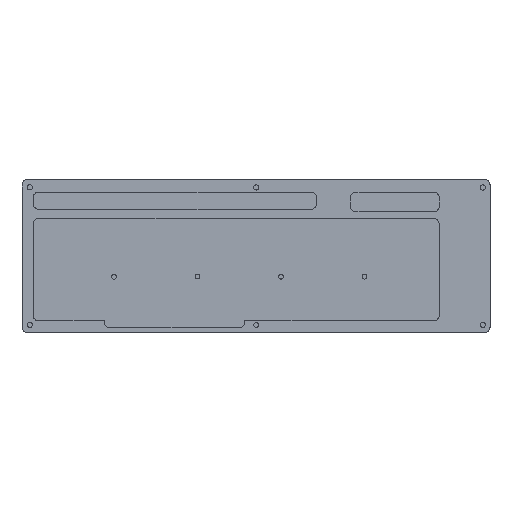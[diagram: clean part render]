
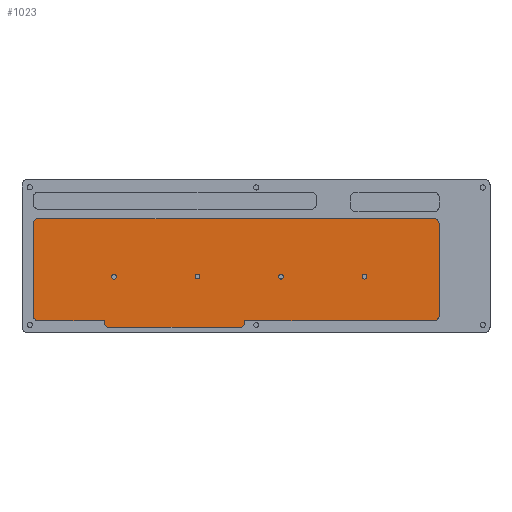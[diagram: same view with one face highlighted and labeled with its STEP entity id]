
A CAD part, top view. The second image highlights one B-rep face of the part: STEP entity #1023.
In plain terms, the highlighted planar face has unit normal (0, 0, 1).
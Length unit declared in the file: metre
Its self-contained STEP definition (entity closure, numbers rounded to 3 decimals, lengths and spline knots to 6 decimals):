
#54=LINE('',#1703,#132);
#58=LINE('',#1712,#136);
#62=LINE('',#1724,#140);
#66=LINE('',#1736,#144);
#69=LINE('',#1742,#147);
#73=LINE('',#1754,#151);
#77=LINE('',#1766,#155);
#81=LINE('',#1778,#159);
#132=VECTOR('',#1370,1.);
#136=VECTOR('',#1376,1.);
#140=VECTOR('',#1388,1.);
#144=VECTOR('',#1400,1.);
#147=VECTOR('',#1405,1.);
#151=VECTOR('',#1417,1.);
#155=VECTOR('',#1429,1.);
#159=VECTOR('',#1441,1.);
#205=PLANE('',#1202);
#433=ORIENTED_EDGE('',*,*,#555,.F.);
#434=ORIENTED_EDGE('',*,*,#551,.T.);
#435=ORIENTED_EDGE('',*,*,#595,.T.);
#436=ORIENTED_EDGE('',*,*,#588,.F.);
#437=ORIENTED_EDGE('',*,*,#585,.T.);
#438=ORIENTED_EDGE('',*,*,#582,.F.);
#439=ORIENTED_EDGE('',*,*,#579,.T.);
#440=ORIENTED_EDGE('',*,*,#576,.T.);
#441=ORIENTED_EDGE('',*,*,#573,.T.);
#442=ORIENTED_EDGE('',*,*,#570,.T.);
#443=ORIENTED_EDGE('',*,*,#567,.T.);
#444=ORIENTED_EDGE('',*,*,#564,.T.);
#445=ORIENTED_EDGE('',*,*,#561,.T.);
#446=ORIENTED_EDGE('',*,*,#558,.T.);
#551=EDGE_CURVE('',#667,#668,#54,.T.);
#555=EDGE_CURVE('',#667,#671,#58,.T.);
#558=EDGE_CURVE('',#673,#671,#737,.T.);
#561=EDGE_CURVE('',#675,#673,#62,.T.);
#564=EDGE_CURVE('',#677,#675,#739,.T.);
#567=EDGE_CURVE('',#679,#677,#66,.T.);
#570=EDGE_CURVE('',#681,#679,#69,.T.);
#573=EDGE_CURVE('',#683,#681,#741,.T.);
#576=EDGE_CURVE('',#685,#683,#73,.T.);
#579=EDGE_CURVE('',#687,#685,#743,.T.);
#582=EDGE_CURVE('',#687,#689,#77,.T.);
#585=EDGE_CURVE('',#691,#689,#745,.T.);
#588=EDGE_CURVE('',#691,#693,#81,.T.);
#595=EDGE_CURVE('',#668,#693,#747,.T.);
#667=VERTEX_POINT('',#1704);
#668=VERTEX_POINT('',#1705);
#671=VERTEX_POINT('',#1713);
#673=VERTEX_POINT('',#1719);
#675=VERTEX_POINT('',#1725);
#677=VERTEX_POINT('',#1731);
#679=VERTEX_POINT('',#1737);
#681=VERTEX_POINT('',#1743);
#683=VERTEX_POINT('',#1749);
#685=VERTEX_POINT('',#1755);
#687=VERTEX_POINT('',#1761);
#689=VERTEX_POINT('',#1767);
#691=VERTEX_POINT('',#1773);
#693=VERTEX_POINT('',#1779);
#737=CIRCLE('',#1149,0.005);
#739=CIRCLE('',#1153,0.005);
#741=CIRCLE('',#1158,0.005);
#743=CIRCLE('',#1162,0.005);
#745=CIRCLE('',#1166,0.005);
#747=CIRCLE('',#1172,0.005);
#839=EDGE_LOOP('',(#433,#434,#435,#436,#437,#438,#439,#440,#441,#442,#443,
#444,#445,#446));
#925=FACE_BOUND('',#839,.T.);
#1023=ADVANCED_FACE('',(#925),#205,.T.);
#1149=AXIS2_PLACEMENT_3D('',#1718,#1381,#1382);
#1153=AXIS2_PLACEMENT_3D('',#1730,#1393,#1394);
#1158=AXIS2_PLACEMENT_3D('',#1748,#1410,#1411);
#1162=AXIS2_PLACEMENT_3D('',#1760,#1422,#1423);
#1166=AXIS2_PLACEMENT_3D('',#1772,#1434,#1435);
#1172=AXIS2_PLACEMENT_3D('',#1790,#1454,#1455);
#1202=AXIS2_PLACEMENT_3D('',#1832,#1514,#1515);
#1370=DIRECTION('',(1.,0.,0.));
#1376=DIRECTION('',(0.,-1.,0.));
#1381=DIRECTION('',(0.,0.,1.));
#1382=DIRECTION('',(1.,0.,0.));
#1388=DIRECTION('',(1.,0.,0.));
#1393=DIRECTION('',(0.,0.,1.));
#1394=DIRECTION('',(1.,0.,0.));
#1400=DIRECTION('',(0.,-1.,0.));
#1405=DIRECTION('',(1.,0.,0.));
#1410=DIRECTION('',(0.,0.,1.));
#1411=DIRECTION('',(1.,0.,0.));
#1417=DIRECTION('',(0.,-1.,0.));
#1422=DIRECTION('',(0.,0.,1.));
#1423=DIRECTION('',(1.,0.,0.));
#1429=DIRECTION('',(1.,0.,0.));
#1434=DIRECTION('',(0.,0.,1.));
#1435=DIRECTION('',(1.,0.,0.));
#1441=DIRECTION('',(0.,-1.,0.));
#1454=DIRECTION('',(0.,0.,1.));
#1455=DIRECTION('',(1.,0.,0.));
#1514=DIRECTION('',(0.,0.,1.));
#1515=DIRECTION('',(1.,0.,0.));
#1703=CARTESIAN_POINT('',(0.075136,-0.034188,0.005));
#1704=CARTESIAN_POINT('',(-0.011158,-0.034188,0.005));
#1705=CARTESIAN_POINT('',(0.16143,-0.034188,0.005));
#1712=CARTESIAN_POINT('',(-0.011158,-0.034749,0.005));
#1713=CARTESIAN_POINT('',(-0.011158,-0.035309,0.005));
#1718=CARTESIAN_POINT('',(-0.016158,-0.035309,0.005));
#1719=CARTESIAN_POINT('',(-0.016158,-0.040309,0.005));
#1724=CARTESIAN_POINT('',(-0.075365,-0.040309,0.005));
#1725=CARTESIAN_POINT('',(-0.134572,-0.040309,0.005));
#1730=CARTESIAN_POINT('',(-0.134572,-0.035309,0.005));
#1731=CARTESIAN_POINT('',(-0.139572,-0.035309,0.005));
#1736=CARTESIAN_POINT('',(-0.139572,-0.034749,0.005));
#1737=CARTESIAN_POINT('',(-0.139572,-0.034188,0.005));
#1742=CARTESIAN_POINT('',(-0.169508,-0.034188,0.005));
#1743=CARTESIAN_POINT('',(-0.199445,-0.034188,0.005));
#1748=CARTESIAN_POINT('',(-0.199445,-0.029188,0.005));
#1749=CARTESIAN_POINT('',(-0.204445,-0.029188,0.005));
#1754=CARTESIAN_POINT('',(-0.204445,0.012508,0.005));
#1755=CARTESIAN_POINT('',(-0.204445,0.054205,0.005));
#1760=CARTESIAN_POINT('',(-0.199445,0.054205,0.005));
#1761=CARTESIAN_POINT('',(-0.199445,0.059205,0.005));
#1766=CARTESIAN_POINT('',(-0.019007,0.059205,0.005));
#1767=CARTESIAN_POINT('',(0.16143,0.059205,0.005));
#1772=CARTESIAN_POINT('',(0.16143,0.054205,0.005));
#1773=CARTESIAN_POINT('',(0.16643,0.054205,0.005));
#1778=CARTESIAN_POINT('',(0.16643,0.012508,0.005));
#1779=CARTESIAN_POINT('',(0.16643,-0.029188,0.005));
#1790=CARTESIAN_POINT('',(0.16143,-0.029188,0.005));
#1832=CARTESIAN_POINT('',(-0.000908,0.024992,0.005));
